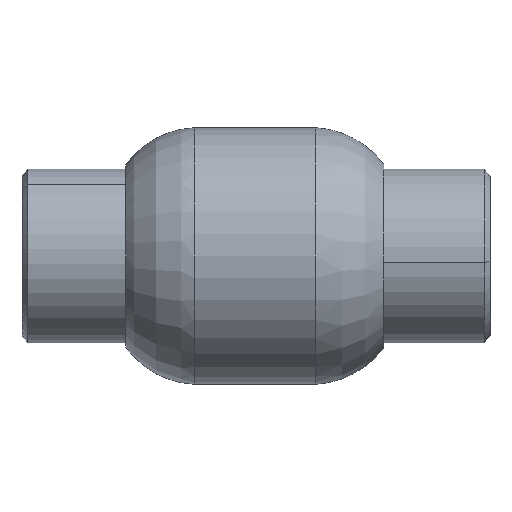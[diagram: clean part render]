
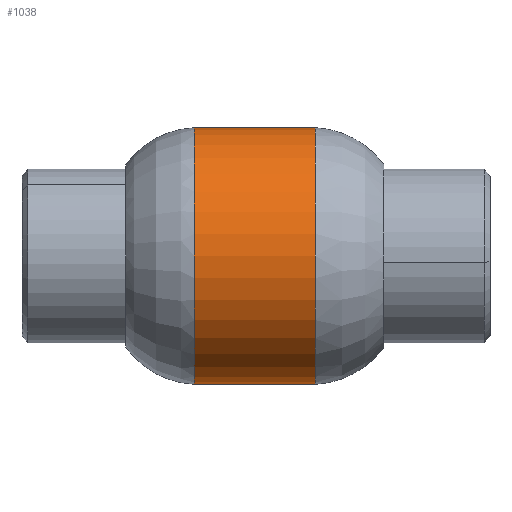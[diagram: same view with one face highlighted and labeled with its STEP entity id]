
A CAD part, front view. The second image highlights one B-rep face of the part: STEP entity #1038.
In plain terms, the highlighted cylindrical face has radius 79.5 mm (diameter 159 mm), a partial arc.
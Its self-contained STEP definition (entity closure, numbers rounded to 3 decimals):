
#96 = CARTESIAN_POINT ( 'NONE',  ( 37.5, 0., -79.5 ) ) ;
#212 = ORIENTED_EDGE ( 'NONE', *, *, #2488, .F. ) ;
#218 = EDGE_CURVE ( 'NONE', #3901, #1233, #2606, .T. ) ;
#435 = DIRECTION ( 'NONE',  ( -1., 0., 0. ) ) ;
#593 = FACE_OUTER_BOUND ( 'NONE', #2986, .T. ) ;
#698 = DIRECTION ( 'NONE',  ( -1., 0., 0. ) ) ;
#764 = CARTESIAN_POINT ( 'NONE',  ( 0., 0., -79.5 ) ) ;
#886 = CARTESIAN_POINT ( 'NONE',  ( 37.5, 0., 79.5 ) ) ;
#932 = VECTOR ( 'NONE', #1631, 1000. ) ;
#1038 = ADVANCED_FACE ( 'NONE', ( #593 ), #4187, .T. ) ;
#1233 = VERTEX_POINT ( 'NONE', #886 ) ;
#1523 = DIRECTION ( 'NONE',  ( 0., 0., 1. ) ) ;
#1630 = AXIS2_PLACEMENT_3D ( 'NONE', #4259, #698, #1842 ) ;
#1631 = DIRECTION ( 'NONE',  ( -1., 0., 0. ) ) ;
#1679 = LINE ( 'NONE', #764, #932 ) ;
#1746 = CARTESIAN_POINT ( 'NONE',  ( -37.5, 0., 0. ) ) ;
#1828 = VERTEX_POINT ( 'NONE', #2702 ) ;
#1842 = DIRECTION ( 'NONE',  ( 0., 0., 1. ) ) ;
#2238 = EDGE_CURVE ( 'NONE', #3901, #1828, #1679, .T. ) ;
#2488 = EDGE_CURVE ( 'NONE', #1828, #4991, #3445, .T. ) ;
#2489 = ORIENTED_EDGE ( 'NONE', *, *, #218, .T. ) ;
#2606 = CIRCLE ( 'NONE', #4019, 79.5 ) ;
#2702 = CARTESIAN_POINT ( 'NONE',  ( -37.5, 0., -79.5 ) ) ;
#2764 = VECTOR ( 'NONE', #435, 1000. ) ;
#2986 = EDGE_LOOP ( 'NONE', ( #3097, #2489, #3325, #212 ) ) ;
#3097 = ORIENTED_EDGE ( 'NONE', *, *, #2238, .F. ) ;
#3197 = AXIS2_PLACEMENT_3D ( 'NONE', #1746, #4482, #4928 ) ;
#3269 = CARTESIAN_POINT ( 'NONE',  ( -37.5, 0., 79.5 ) ) ;
#3325 = ORIENTED_EDGE ( 'NONE', *, *, #4180, .T. ) ;
#3445 = CIRCLE ( 'NONE', #3197, 79.5 ) ;
#3553 = CARTESIAN_POINT ( 'NONE',  ( 37.5, 0., 0. ) ) ;
#3901 = VERTEX_POINT ( 'NONE', #96 ) ;
#3959 = DIRECTION ( 'NONE',  ( -1., 0., 0. ) ) ;
#3963 = LINE ( 'NONE', #4418, #2764 ) ;
#4019 = AXIS2_PLACEMENT_3D ( 'NONE', #3553, #3959, #1523 ) ;
#4180 = EDGE_CURVE ( 'NONE', #1233, #4991, #3963, .T. ) ;
#4187 = CYLINDRICAL_SURFACE ( 'NONE', #1630, 79.5 ) ;
#4259 = CARTESIAN_POINT ( 'NONE',  ( 0., 0., 0. ) ) ;
#4418 = CARTESIAN_POINT ( 'NONE',  ( 0., 0., 79.5 ) ) ;
#4482 = DIRECTION ( 'NONE',  ( -1., 0., 0. ) ) ;
#4928 = DIRECTION ( 'NONE',  ( 0., 0., 1. ) ) ;
#4991 = VERTEX_POINT ( 'NONE', #3269 ) ;
